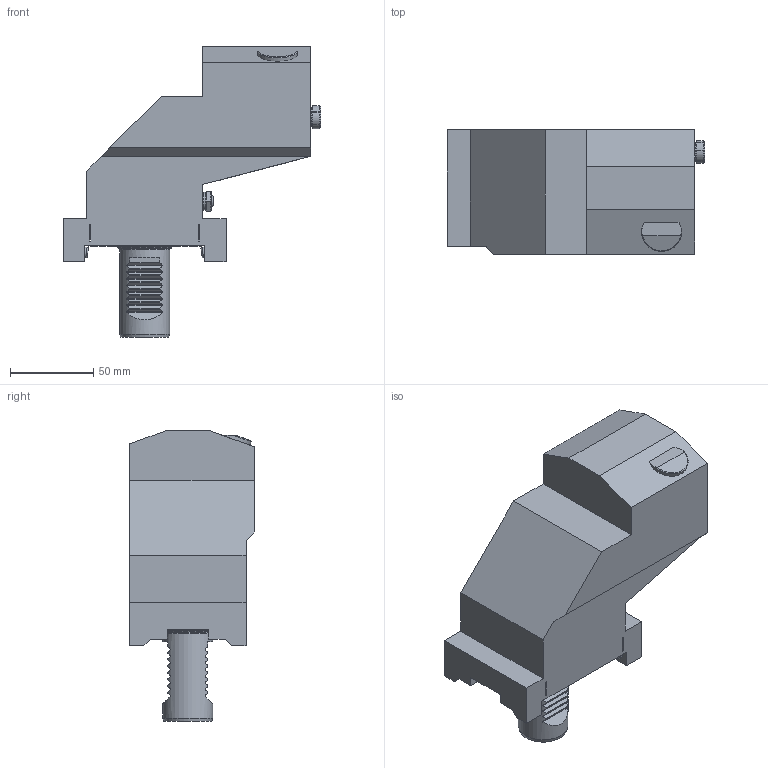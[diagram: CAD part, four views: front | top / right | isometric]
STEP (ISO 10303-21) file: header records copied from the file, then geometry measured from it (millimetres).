
FILE_DESCRIPTION(/* description */ (''),/* implementation_level */ '2;1');
FILE_NAME(/* name */ 'W1340042-02.stp',/* time_stamp */ '2009-08-14T09:05:17+02:00',/* author */ (''),/* organization */ (''),/* preprocessor_version */ 'ST-DEVELOPER v11',/* originating_system */ 'UGS - NX 5.0',/* authorisation */ '');
FILE_SCHEMA (('AUTOMOTIVE_DESIGN { 1 0 10303 214 0 1 1 1 }'));
Length unit declared in the file: millimetre
Products named in the file (1): maieFAF5csh2
Bounding box: 155 x 75 x 175 mm (x, y, z)
Volume: 756773.8 mm3; surface area: 76214.8 mm2
Topology: 1 solids, 1 shells, 222 faces, 602 edges, 396 vertices
Faces by surface type: plane 141, cylinder 51, cone 15, torus 10, sphere 5
Full cylindrical faces by diameter (mm): 6.5 x4, 6.8 x1, 8 x5, 10.6 x1, 11.4 x1, 30 x1, 32.9 x1, 68 x1
Entity records: 7286 total; most frequent: CARTESIAN_POINT 1835, DIRECTION 1114, ORIENTED_EDGE 1088, EDGE_CURVE 544, AXIS2_PLACEMENT_3D 395, VERTEX_POINT 374, LINE 324, VECTOR 324
